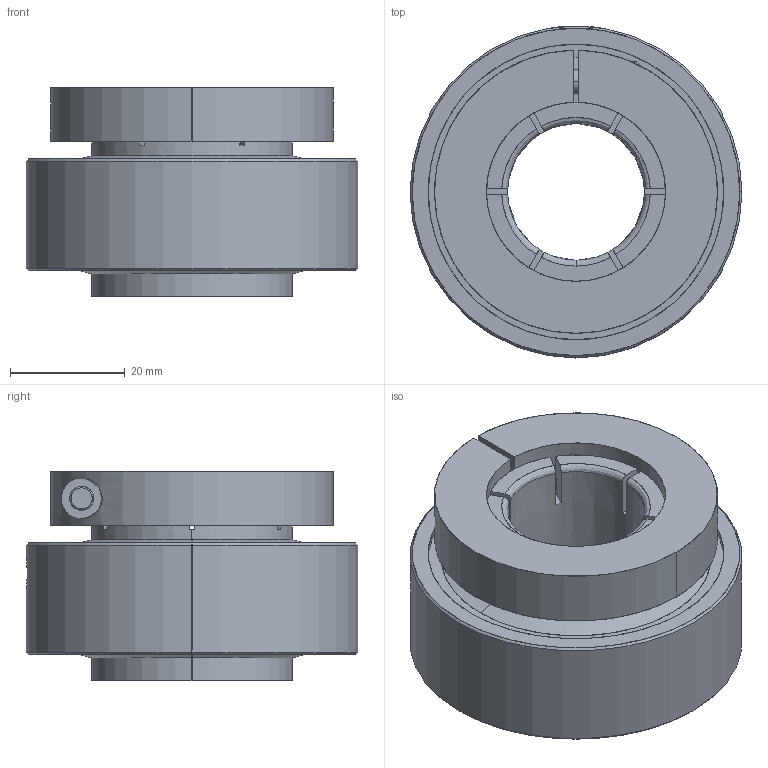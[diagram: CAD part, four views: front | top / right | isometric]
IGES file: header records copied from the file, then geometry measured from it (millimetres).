
Start section: SolidWorks IGES file using analytic representation for surfaces
Global section: file name: ARDEFAU0813222543784.igs; native system: SolidWorks 2017; preprocessor: SolidWorks 2017; author: partstream; date: 170813.022257; units: millimetre
Bounding box: 57.71 x 57.71 x 36.51 mm (x, y, z)
Surface area: 16476 mm2 (no closed solid volume)
Topology: 0 solids, 0 shells, 110 faces, 2291 edges, 2296 vertices
Faces by surface type: bspline 59, revolution 51
